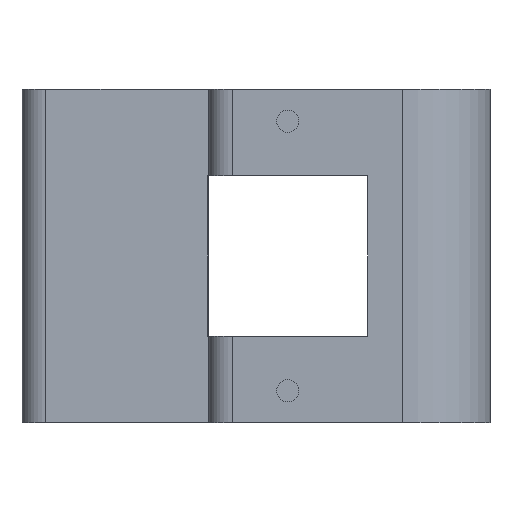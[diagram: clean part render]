
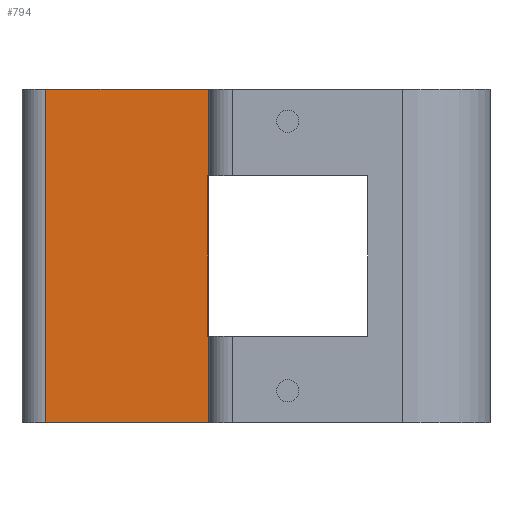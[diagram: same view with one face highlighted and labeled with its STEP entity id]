
A CAD part, front view. The second image highlights one B-rep face of the part: STEP entity #794.
In plain terms, the highlighted planar face has unit normal (0, -1, 0).
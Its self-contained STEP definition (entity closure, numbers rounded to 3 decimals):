
#32 = PLANE('',#33);
#33 = AXIS2_PLACEMENT_3D('',#34,#35,#36);
#34 = CARTESIAN_POINT('',(-20.612,3.419,0.));
#35 = DIRECTION('',(0.,0.,1.));
#36 = DIRECTION('',(1.,0.,0.));
#57 = VERTEX_POINT('',#58);
#58 = CARTESIAN_POINT('',(-45.,-1.,0.));
#73 = CYLINDRICAL_SURFACE('',#74,3.);
#74 = AXIS2_PLACEMENT_3D('',#75,#76,#77);
#75 = CARTESIAN_POINT('',(-45.,2.,0.));
#76 = DIRECTION('',(0.,0.,1.));
#77 = DIRECTION('',(-1.,0.,0.));
#85 = EDGE_CURVE('',#57,#86,#88,.T.);
#86 = VERTEX_POINT('',#87);
#87 = CARTESIAN_POINT('',(-24.5,-1.,0.));
#88 = SURFACE_CURVE('',#89,(#93,#100),.PCURVE_S1.);
#89 = LINE('',#90,#91);
#90 = CARTESIAN_POINT('',(-48.,-1.,0.));
#91 = VECTOR('',#92,1.);
#92 = DIRECTION('',(1.,0.,0.));
#93 = PCURVE('',#32,#94);
#94 = DEFINITIONAL_REPRESENTATION('',(#95),#99);
#95 = LINE('',#96,#97);
#96 = CARTESIAN_POINT('',(-27.388,-4.419));
#97 = VECTOR('',#98,1.);
#98 = DIRECTION('',(1.,0.));
#99 = ( GEOMETRIC_REPRESENTATION_CONTEXT(2) 
PARAMETRIC_REPRESENTATION_CONTEXT() REPRESENTATION_CONTEXT('2D SPACE',''
  ) );
#100 = PCURVE('',#101,#106);
#101 = PLANE('',#102);
#102 = AXIS2_PLACEMENT_3D('',#103,#104,#105);
#103 = CARTESIAN_POINT('',(-48.,-1.,0.));
#104 = DIRECTION('',(0.,1.,0.));
#105 = DIRECTION('',(1.,0.,0.));
#106 = DEFINITIONAL_REPRESENTATION('',(#107),#111);
#107 = LINE('',#108,#109);
#108 = CARTESIAN_POINT('',(0.,0.));
#109 = VECTOR('',#110,1.);
#110 = DIRECTION('',(1.,0.));
#111 = ( GEOMETRIC_REPRESENTATION_CONTEXT(2) 
PARAMETRIC_REPRESENTATION_CONTEXT() REPRESENTATION_CONTEXT('2D SPACE',''
  ) );
#129 = PLANE('',#130);
#130 = AXIS2_PLACEMENT_3D('',#131,#132,#133);
#131 = CARTESIAN_POINT('',(-24.5,-1.,0.));
#132 = DIRECTION('',(1.,0.,0.));
#133 = DIRECTION('',(0.,-1.,0.));
#663 = PLANE('',#664);
#664 = AXIS2_PLACEMENT_3D('',#665,#666,#667);
#665 = CARTESIAN_POINT('',(-20.612,3.419,42.));
#666 = DIRECTION('',(0.,0.,1.));
#667 = DIRECTION('',(1.,0.,0.));
#700 = EDGE_CURVE('',#57,#701,#703,.T.);
#701 = VERTEX_POINT('',#702);
#702 = CARTESIAN_POINT('',(-45.,-1.,42.));
#703 = SURFACE_CURVE('',#704,(#708,#715),.PCURVE_S1.);
#704 = LINE('',#705,#706);
#705 = CARTESIAN_POINT('',(-45.,-1.,0.));
#706 = VECTOR('',#707,1.);
#707 = DIRECTION('',(0.,0.,1.));
#708 = PCURVE('',#73,#709);
#709 = DEFINITIONAL_REPRESENTATION('',(#710),#714);
#710 = LINE('',#711,#712);
#711 = CARTESIAN_POINT('',(1.571,0.));
#712 = VECTOR('',#713,1.);
#713 = DIRECTION('',(0.,1.));
#714 = ( GEOMETRIC_REPRESENTATION_CONTEXT(2) 
PARAMETRIC_REPRESENTATION_CONTEXT() REPRESENTATION_CONTEXT('2D SPACE',''
  ) );
#715 = PCURVE('',#101,#716);
#716 = DEFINITIONAL_REPRESENTATION('',(#717),#721);
#717 = LINE('',#718,#719);
#718 = CARTESIAN_POINT('',(3.,0.));
#719 = VECTOR('',#720,1.);
#720 = DIRECTION('',(0.,-1.));
#721 = ( GEOMETRIC_REPRESENTATION_CONTEXT(2) 
PARAMETRIC_REPRESENTATION_CONTEXT() REPRESENTATION_CONTEXT('2D SPACE',''
  ) );
#794 = ADVANCED_FACE('',(#795),#101,.F.);
#795 = FACE_BOUND('',#796,.F.);
#796 = EDGE_LOOP('',(#797,#798,#799,#822,#850,#878,#906,#934));
#797 = ORIENTED_EDGE('',*,*,#85,.F.);
#798 = ORIENTED_EDGE('',*,*,#700,.T.);
#799 = ORIENTED_EDGE('',*,*,#800,.T.);
#800 = EDGE_CURVE('',#701,#801,#803,.T.);
#801 = VERTEX_POINT('',#802);
#802 = CARTESIAN_POINT('',(-24.5,-1.,42.));
#803 = SURFACE_CURVE('',#804,(#808,#815),.PCURVE_S1.);
#804 = LINE('',#805,#806);
#805 = CARTESIAN_POINT('',(-48.,-1.,42.));
#806 = VECTOR('',#807,1.);
#807 = DIRECTION('',(1.,0.,0.));
#808 = PCURVE('',#101,#809);
#809 = DEFINITIONAL_REPRESENTATION('',(#810),#814);
#810 = LINE('',#811,#812);
#811 = CARTESIAN_POINT('',(0.,-42.));
#812 = VECTOR('',#813,1.);
#813 = DIRECTION('',(1.,0.));
#814 = ( GEOMETRIC_REPRESENTATION_CONTEXT(2) 
PARAMETRIC_REPRESENTATION_CONTEXT() REPRESENTATION_CONTEXT('2D SPACE',''
  ) );
#815 = PCURVE('',#663,#816);
#816 = DEFINITIONAL_REPRESENTATION('',(#817),#821);
#817 = LINE('',#818,#819);
#818 = CARTESIAN_POINT('',(-27.388,-4.419));
#819 = VECTOR('',#820,1.);
#820 = DIRECTION('',(1.,0.));
#821 = ( GEOMETRIC_REPRESENTATION_CONTEXT(2) 
PARAMETRIC_REPRESENTATION_CONTEXT() REPRESENTATION_CONTEXT('2D SPACE',''
  ) );
#822 = ORIENTED_EDGE('',*,*,#823,.F.);
#823 = EDGE_CURVE('',#824,#801,#826,.T.);
#824 = VERTEX_POINT('',#825);
#825 = CARTESIAN_POINT('',(-24.5,-1.,31.1));
#826 = SURFACE_CURVE('',#827,(#831,#838),.PCURVE_S1.);
#827 = LINE('',#828,#829);
#828 = CARTESIAN_POINT('',(-24.5,-1.,0.));
#829 = VECTOR('',#830,1.);
#830 = DIRECTION('',(0.,0.,1.));
#831 = PCURVE('',#101,#832);
#832 = DEFINITIONAL_REPRESENTATION('',(#833),#837);
#833 = LINE('',#834,#835);
#834 = CARTESIAN_POINT('',(23.5,0.));
#835 = VECTOR('',#836,1.);
#836 = DIRECTION('',(0.,-1.));
#837 = ( GEOMETRIC_REPRESENTATION_CONTEXT(2) 
PARAMETRIC_REPRESENTATION_CONTEXT() REPRESENTATION_CONTEXT('2D SPACE',''
  ) );
#838 = PCURVE('',#839,#844);
#839 = PLANE('',#840);
#840 = AXIS2_PLACEMENT_3D('',#841,#842,#843);
#841 = CARTESIAN_POINT('',(-24.5,-1.,0.));
#842 = DIRECTION('',(1.,0.,0.));
#843 = DIRECTION('',(0.,-1.,0.));
#844 = DEFINITIONAL_REPRESENTATION('',(#845),#849);
#845 = LINE('',#846,#847);
#846 = CARTESIAN_POINT('',(0.,0.));
#847 = VECTOR('',#848,1.);
#848 = DIRECTION('',(0.,-1.));
#849 = ( GEOMETRIC_REPRESENTATION_CONTEXT(2) 
PARAMETRIC_REPRESENTATION_CONTEXT() REPRESENTATION_CONTEXT('2D SPACE',''
  ) );
#850 = ORIENTED_EDGE('',*,*,#851,.T.);
#851 = EDGE_CURVE('',#824,#852,#854,.T.);
#852 = VERTEX_POINT('',#853);
#853 = CARTESIAN_POINT('',(-24.6,-1.,31.1));
#854 = SURFACE_CURVE('',#855,(#859,#866),.PCURVE_S1.);
#855 = LINE('',#856,#857);
#856 = CARTESIAN_POINT('',(-36.3,-1.,31.1));
#857 = VECTOR('',#858,1.);
#858 = DIRECTION('',(-1.,0.,0.));
#859 = PCURVE('',#101,#860);
#860 = DEFINITIONAL_REPRESENTATION('',(#861),#865);
#861 = LINE('',#862,#863);
#862 = CARTESIAN_POINT('',(11.7,-31.1));
#863 = VECTOR('',#864,1.);
#864 = DIRECTION('',(-1.,0.));
#865 = ( GEOMETRIC_REPRESENTATION_CONTEXT(2) 
PARAMETRIC_REPRESENTATION_CONTEXT() REPRESENTATION_CONTEXT('2D SPACE',''
  ) );
#866 = PCURVE('',#867,#872);
#867 = PLANE('',#868);
#868 = AXIS2_PLACEMENT_3D('',#869,#870,#871);
#869 = CARTESIAN_POINT('',(-24.6,-11.,31.1));
#870 = DIRECTION('',(0.,0.,-1.));
#871 = DIRECTION('',(1.,0.,0.));
#872 = DEFINITIONAL_REPRESENTATION('',(#873),#877);
#873 = LINE('',#874,#875);
#874 = CARTESIAN_POINT('',(-11.7,-10.));
#875 = VECTOR('',#876,1.);
#876 = DIRECTION('',(-1.,0.));
#877 = ( GEOMETRIC_REPRESENTATION_CONTEXT(2) 
PARAMETRIC_REPRESENTATION_CONTEXT() REPRESENTATION_CONTEXT('2D SPACE',''
  ) );
#878 = ORIENTED_EDGE('',*,*,#879,.T.);
#879 = EDGE_CURVE('',#852,#880,#882,.T.);
#880 = VERTEX_POINT('',#881);
#881 = CARTESIAN_POINT('',(-24.6,-1.,10.9));
#882 = SURFACE_CURVE('',#883,(#887,#894),.PCURVE_S1.);
#883 = LINE('',#884,#885);
#884 = CARTESIAN_POINT('',(-24.6,-1.,5.45));
#885 = VECTOR('',#886,1.);
#886 = DIRECTION('',(0.,0.,-1.));
#887 = PCURVE('',#101,#888);
#888 = DEFINITIONAL_REPRESENTATION('',(#889),#893);
#889 = LINE('',#890,#891);
#890 = CARTESIAN_POINT('',(23.4,-5.45));
#891 = VECTOR('',#892,1.);
#892 = DIRECTION('',(0.,1.));
#893 = ( GEOMETRIC_REPRESENTATION_CONTEXT(2) 
PARAMETRIC_REPRESENTATION_CONTEXT() REPRESENTATION_CONTEXT('2D SPACE',''
  ) );
#894 = PCURVE('',#895,#900);
#895 = PLANE('',#896);
#896 = AXIS2_PLACEMENT_3D('',#897,#898,#899);
#897 = CARTESIAN_POINT('',(-24.6,-11.,10.9));
#898 = DIRECTION('',(1.,0.,0.));
#899 = DIRECTION('',(0.,0.,1.));
#900 = DEFINITIONAL_REPRESENTATION('',(#901),#905);
#901 = LINE('',#902,#903);
#902 = CARTESIAN_POINT('',(-5.45,-10.));
#903 = VECTOR('',#904,1.);
#904 = DIRECTION('',(-1.,0.));
#905 = ( GEOMETRIC_REPRESENTATION_CONTEXT(2) 
PARAMETRIC_REPRESENTATION_CONTEXT() REPRESENTATION_CONTEXT('2D SPACE',''
  ) );
#906 = ORIENTED_EDGE('',*,*,#907,.T.);
#907 = EDGE_CURVE('',#880,#908,#910,.T.);
#908 = VERTEX_POINT('',#909);
#909 = CARTESIAN_POINT('',(-24.5,-1.,10.9));
#910 = SURFACE_CURVE('',#911,(#915,#922),.PCURVE_S1.);
#911 = LINE('',#912,#913);
#912 = CARTESIAN_POINT('',(-26.2,-1.,10.9));
#913 = VECTOR('',#914,1.);
#914 = DIRECTION('',(1.,0.,0.));
#915 = PCURVE('',#101,#916);
#916 = DEFINITIONAL_REPRESENTATION('',(#917),#921);
#917 = LINE('',#918,#919);
#918 = CARTESIAN_POINT('',(21.8,-10.9));
#919 = VECTOR('',#920,1.);
#920 = DIRECTION('',(1.,0.));
#921 = ( GEOMETRIC_REPRESENTATION_CONTEXT(2) 
PARAMETRIC_REPRESENTATION_CONTEXT() REPRESENTATION_CONTEXT('2D SPACE',''
  ) );
#922 = PCURVE('',#923,#928);
#923 = PLANE('',#924);
#924 = AXIS2_PLACEMENT_3D('',#925,#926,#927);
#925 = CARTESIAN_POINT('',(-4.4,-11.,10.9));
#926 = DIRECTION('',(0.,0.,1.));
#927 = DIRECTION('',(-1.,0.,0.));
#928 = DEFINITIONAL_REPRESENTATION('',(#929),#933);
#929 = LINE('',#930,#931);
#930 = CARTESIAN_POINT('',(21.8,-10.));
#931 = VECTOR('',#932,1.);
#932 = DIRECTION('',(-1.,0.));
#933 = ( GEOMETRIC_REPRESENTATION_CONTEXT(2) 
PARAMETRIC_REPRESENTATION_CONTEXT() REPRESENTATION_CONTEXT('2D SPACE',''
  ) );
#934 = ORIENTED_EDGE('',*,*,#935,.F.);
#935 = EDGE_CURVE('',#86,#908,#936,.T.);
#936 = SURFACE_CURVE('',#937,(#941,#948),.PCURVE_S1.);
#937 = LINE('',#938,#939);
#938 = CARTESIAN_POINT('',(-24.5,-1.,0.));
#939 = VECTOR('',#940,1.);
#940 = DIRECTION('',(0.,0.,1.));
#941 = PCURVE('',#101,#942);
#942 = DEFINITIONAL_REPRESENTATION('',(#943),#947);
#943 = LINE('',#944,#945);
#944 = CARTESIAN_POINT('',(23.5,0.));
#945 = VECTOR('',#946,1.);
#946 = DIRECTION('',(0.,-1.));
#947 = ( GEOMETRIC_REPRESENTATION_CONTEXT(2) 
PARAMETRIC_REPRESENTATION_CONTEXT() REPRESENTATION_CONTEXT('2D SPACE',''
  ) );
#948 = PCURVE('',#129,#949);
#949 = DEFINITIONAL_REPRESENTATION('',(#950),#954);
#950 = LINE('',#951,#952);
#951 = CARTESIAN_POINT('',(0.,0.));
#952 = VECTOR('',#953,1.);
#953 = DIRECTION('',(0.,-1.));
#954 = ( GEOMETRIC_REPRESENTATION_CONTEXT(2) 
PARAMETRIC_REPRESENTATION_CONTEXT() REPRESENTATION_CONTEXT('2D SPACE',''
  ) );
